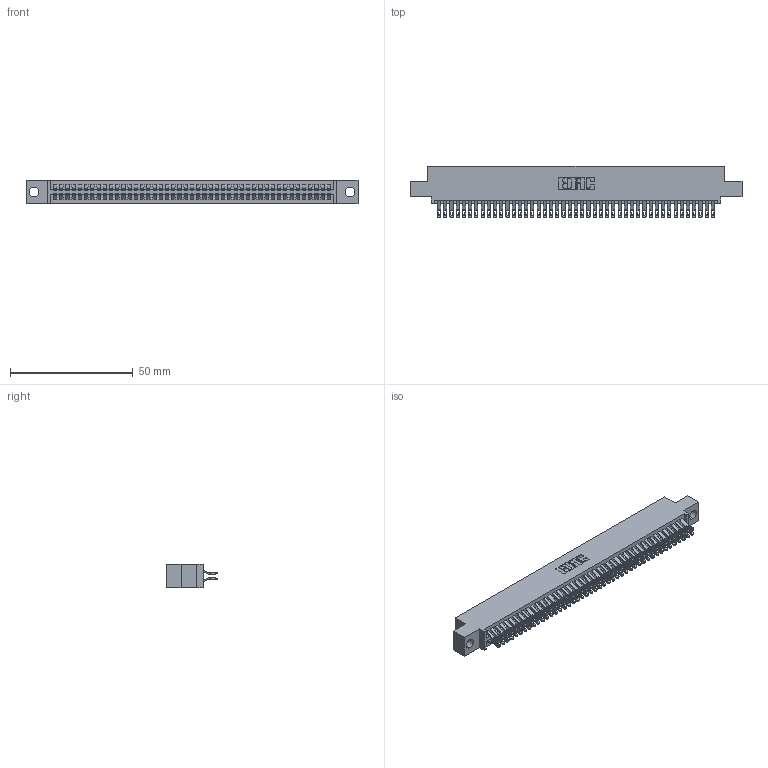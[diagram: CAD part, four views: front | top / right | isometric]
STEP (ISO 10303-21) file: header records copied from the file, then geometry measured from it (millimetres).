
FILE_DESCRIPTION (( 'STEP AP203' ), '1' );
FILE_NAME ('395-090-555-504.STEP', '2018-11-29T04:38:31', ( '' ), ( '' ), 'SwSTEP 2.0', 'SolidWorks 2016', '' );
FILE_SCHEMA (( 'CONFIG_CONTROL_DESIGN' ));
Length unit declared in the file: inch
Products named in the file (3): 395-090-555-504; 345 Part_0.110 Offset - 0.156 Dia-TH; 345-292-001_555 Tail
Assembly tree (91 placements, depth 2):
  395-090-555-504
    345 Part_0.110 Offset - 0.156 Dia-TH
    345-292-001_555 Tail  x90
Bounding box: 135.51 x 21.13 x 9.4 mm (x, y, z)
Volume: 13291.2 mm3; surface area: 20520.6 mm2
Topology: 91 solids, 91 shells, 5170 faces, 16283 edges, 10854 vertices
Faces by surface type: plane 2874, cylinder 2296
Entity records: 35365 total; most frequent: CARTESIAN_POINT 5962, ORIENTED_EDGE 5866, DIRECTION 5221, EDGE_CURVE 2933, VECTOR 2601, LINE 2601, VERTEX_POINT 1954, AXIS2_PLACEMENT_3D 1310
